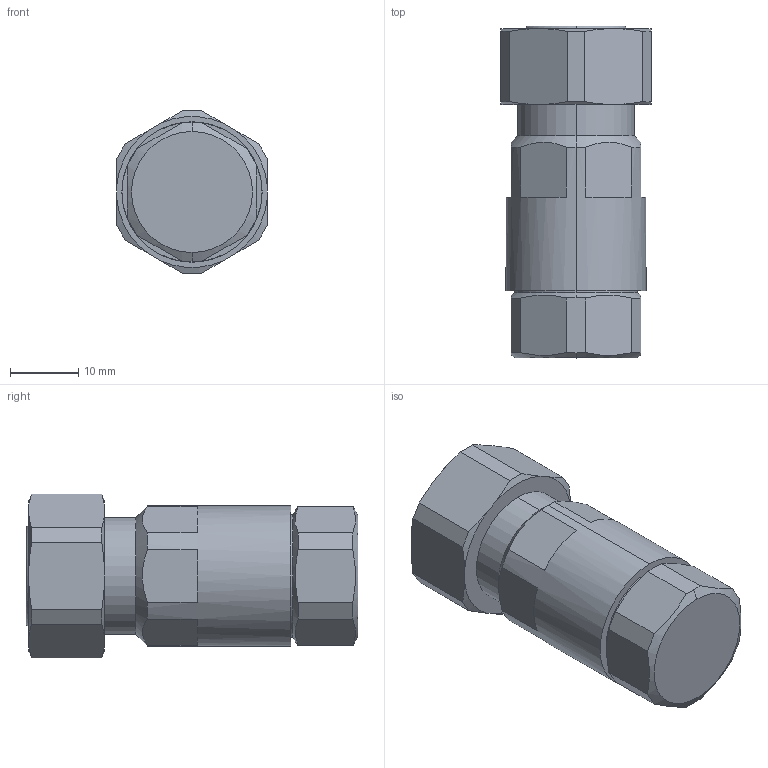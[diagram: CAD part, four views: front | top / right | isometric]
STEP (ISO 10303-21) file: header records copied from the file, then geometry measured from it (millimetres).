
FILE_DESCRIPTION((''),'2;1');
FILE_NAME('1','2021-08-26T',('Administrator'),(''),'PRO/ENGINEER BY PARAMETRIC TECHNOLOGY CORPORATION, 2012090','PRO/ENGINEER BY PARAMETRIC TECHNOLOGY CORPORATION, 2012090','');
FILE_SCHEMA(('CONFIG_CONTROL_DESIGN'));
Length unit declared in the file: millimetre
Products named in the file (1): 1
Bounding box: 22 x 48.55 x 23.96 mm (x, y, z)
Volume: 14173.4 mm3; surface area: 5587.1 mm2
Topology: 1 solids, 1 shells, 128 faces, 313 edges, 200 vertices
Faces by surface type: plane 53, cylinder 37, cone 28, torus 6, bspline 4
Entity records: 5082 total; most frequent: CARTESIAN_POINT 2133, ORIENTED_EDGE 626, DIRECTION 571, EDGE_CURVE 313, AXIS2_PLACEMENT_3D 229, VERTEX_POINT 200, EDGE_LOOP 141, FACE_OUTER_BOUND 128
